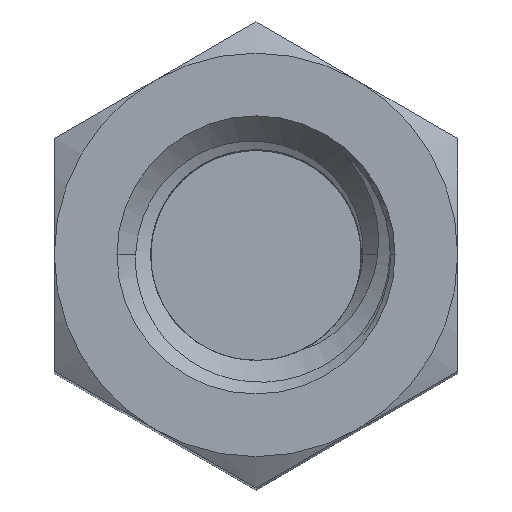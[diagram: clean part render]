
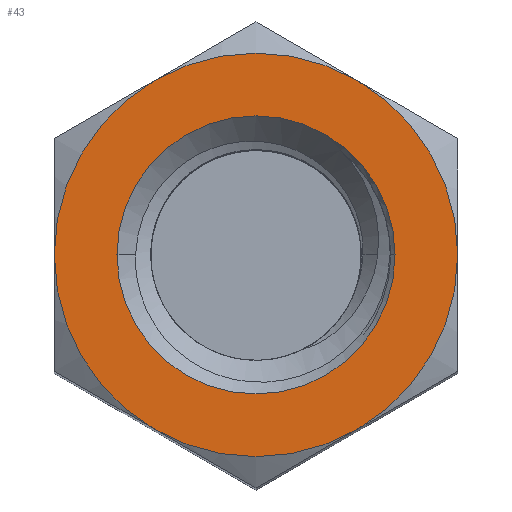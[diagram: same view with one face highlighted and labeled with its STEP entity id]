
A CAD part, top view. The second image highlights one B-rep face of the part: STEP entity #43.
In plain terms, the highlighted planar face has unit normal (0, 0, 1).
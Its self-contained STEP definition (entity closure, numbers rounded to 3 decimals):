
#29 = EDGE_CURVE ( 'NONE', #358, #639, #4975, .T. ) ;
#30 = EDGE_CURVE ( 'NONE', #502, #358, #4979, .T. ) ;
#35 = EDGE_CURVE ( 'NONE', #478, #502, #5171, .T. ) ;
#43 = ADVANCED_FACE ( 'NONE', ( #5175, #5285 ), #574, .T. ) ;
#248 = VERTEX_POINT ( 'NONE', #7121 ) ;
#285 = CARTESIAN_POINT ( 'NONE',  ( 0., 0., 7. ) ) ;
#307 = VERTEX_POINT ( 'NONE', #6853 ) ;
#358 = VERTEX_POINT ( 'NONE', #6862 ) ;
#474 = DIRECTION ( 'NONE',  ( -1., 0., 0. ) ) ;
#475 = DIRECTION ( 'NONE',  ( 0., 0., -1. ) ) ;
#478 = VERTEX_POINT ( 'NONE', #7015 ) ;
#502 = VERTEX_POINT ( 'NONE', #6185 ) ;
#503 = VERTEX_POINT ( 'NONE', #6046 ) ;
#574 = PLANE ( 'NONE',  #6915 ) ;
#575 = DIRECTION ( 'NONE',  ( 0., 0., 1. ) ) ;
#578 = VERTEX_POINT ( 'NONE', #5894 ) ;
#586 = CARTESIAN_POINT ( 'NONE',  ( 0., 0., 7. ) ) ;
#590 = CARTESIAN_POINT ( 'NONE',  ( 0., 2.598, 7. ) ) ;
#592 = DIRECTION ( 'NONE',  ( 1., 0., 0. ) ) ;
#610 = DIRECTION ( 'NONE',  ( 0., 0., -1. ) ) ;
#611 = CARTESIAN_POINT ( 'NONE',  ( 0., 0., 7. ) ) ;
#613 = DIRECTION ( 'NONE',  ( -1., 0., 0. ) ) ;
#615 = DIRECTION ( 'NONE',  ( 0., 0., -1. ) ) ;
#616 = DIRECTION ( 'NONE',  ( -1., 0., 0. ) ) ;
#639 = VERTEX_POINT ( 'NONE', #7117 ) ;
#4372 = DIRECTION ( 'NONE',  ( -1., 0., 0. ) ) ;
#4373 = DIRECTION ( 'NONE',  ( 0., 0., -1. ) ) ;
#4388 = CARTESIAN_POINT ( 'NONE',  ( 0., 0., 7. ) ) ;
#4515 = EDGE_CURVE ( 'NONE', #639, #307, #4985, .T. ) ;
#4574 = ORIENTED_EDGE ( 'NONE', *, *, #6585, .F. ) ;
#4597 = ORIENTED_EDGE ( 'NONE', *, *, #6591, .T. ) ;
#4605 = ORIENTED_EDGE ( 'NONE', *, *, #29, .F. ) ;
#4606 = ORIENTED_EDGE ( 'NONE', *, *, #35, .F. ) ;
#4622 = ORIENTED_EDGE ( 'NONE', *, *, #4515, .F. ) ;
#4746 = ORIENTED_EDGE ( 'NONE', *, *, #6893, .T. ) ;
#4807 = ORIENTED_EDGE ( 'NONE', *, *, #6602, .F. ) ;
#4809 = ORIENTED_EDGE ( 'NONE', *, *, #30, .F. ) ;
#4883 = EDGE_LOOP ( 'NONE', ( #4605, #4809, #4606, #4807, #4574, #4622 ) ) ;
#4898 = EDGE_LOOP ( 'NONE', ( #4746, #4597 ) ) ;
#4915 = CIRCLE ( 'NONE', #7126, 1.551 ) ;
#4936 = CIRCLE ( 'NONE', #7114, 2.25 ) ;
#4975 = CIRCLE ( 'NONE', #6919, 2.25 ) ;
#4979 = CIRCLE ( 'NONE', #6924, 2.25 ) ;
#4985 = CIRCLE ( 'NONE', #7093, 2.25 ) ;
#4986 = CIRCLE ( 'NONE', #7132, 2.25 ) ;
#5171 = CIRCLE ( 'NONE', #6931, 2.25 ) ;
#5175 = FACE_OUTER_BOUND ( 'NONE', #4883, .T. ) ;
#5187 = CIRCLE ( 'NONE', #7226, 1.551 ) ;
#5285 = FACE_BOUND ( 'NONE', #4898, .T. ) ;
#5680 = CARTESIAN_POINT ( 'NONE',  ( 0., 0., 7. ) ) ;
#5894 = CARTESIAN_POINT ( 'NONE',  ( 1.551, 0., 7. ) ) ;
#6046 = CARTESIAN_POINT ( 'NONE',  ( -2.25, 0., 7. ) ) ;
#6129 = DIRECTION ( 'NONE',  ( 0., 0., -1. ) ) ;
#6136 = DIRECTION ( 'NONE',  ( -1., 0., 0. ) ) ;
#6185 = CARTESIAN_POINT ( 'NONE',  ( 1.125, 1.949, 7. ) ) ;
#6585 = EDGE_CURVE ( 'NONE', #307, #503, #4936, .T. ) ;
#6591 = EDGE_CURVE ( 'NONE', #578, #248, #4915, .T. ) ;
#6602 = EDGE_CURVE ( 'NONE', #503, #478, #4986, .T. ) ;
#6853 = CARTESIAN_POINT ( 'NONE',  ( -1.125, -1.949, 7. ) ) ;
#6862 = CARTESIAN_POINT ( 'NONE',  ( 2.25, 0., 7. ) ) ;
#6893 = EDGE_CURVE ( 'NONE', #248, #578, #5187, .T. ) ;
#6915 = AXIS2_PLACEMENT_3D ( 'NONE', #590, #575, #592 ) ;
#6919 = AXIS2_PLACEMENT_3D ( 'NONE', #285, #610, #616 ) ;
#6924 = AXIS2_PLACEMENT_3D ( 'NONE', #611, #615, #613 ) ;
#6931 = AXIS2_PLACEMENT_3D ( 'NONE', #586, #475, #474 ) ;
#7015 = CARTESIAN_POINT ( 'NONE',  ( -1.125, 1.949, 7. ) ) ;
#7093 = AXIS2_PLACEMENT_3D ( 'NONE', #5680, #6129, #6136 ) ;
#7114 = AXIS2_PLACEMENT_3D ( 'NONE', #8245, #8241, #8240 ) ;
#7117 = CARTESIAN_POINT ( 'NONE',  ( 1.125, -1.949, 7. ) ) ;
#7121 = CARTESIAN_POINT ( 'NONE',  ( -1.551, 0., 7. ) ) ;
#7126 = AXIS2_PLACEMENT_3D ( 'NONE', #8231, #8229, #8228 ) ;
#7132 = AXIS2_PLACEMENT_3D ( 'NONE', #8001, #7999, #7998 ) ;
#7226 = AXIS2_PLACEMENT_3D ( 'NONE', #4388, #4373, #4372 ) ;
#7998 = DIRECTION ( 'NONE',  ( -1., 0., 0. ) ) ;
#7999 = DIRECTION ( 'NONE',  ( 0., 0., -1. ) ) ;
#8001 = CARTESIAN_POINT ( 'NONE',  ( 0., 0., 7. ) ) ;
#8228 = DIRECTION ( 'NONE',  ( -1., 0., 0. ) ) ;
#8229 = DIRECTION ( 'NONE',  ( 0., 0., -1. ) ) ;
#8231 = CARTESIAN_POINT ( 'NONE',  ( 0., 0., 7. ) ) ;
#8240 = DIRECTION ( 'NONE',  ( -1., 0., 0. ) ) ;
#8241 = DIRECTION ( 'NONE',  ( 0., 0., -1. ) ) ;
#8245 = CARTESIAN_POINT ( 'NONE',  ( 0., 0., 7. ) ) ;
